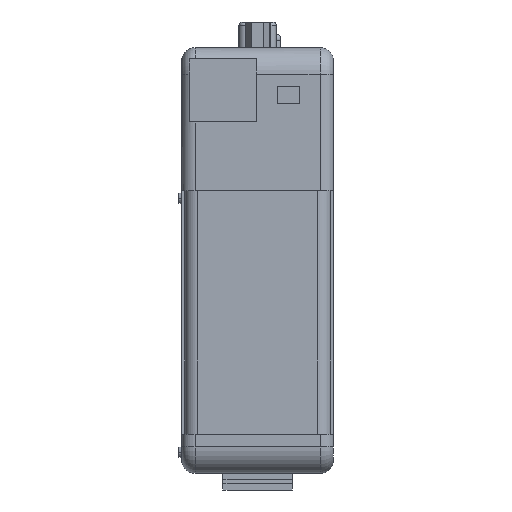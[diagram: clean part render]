
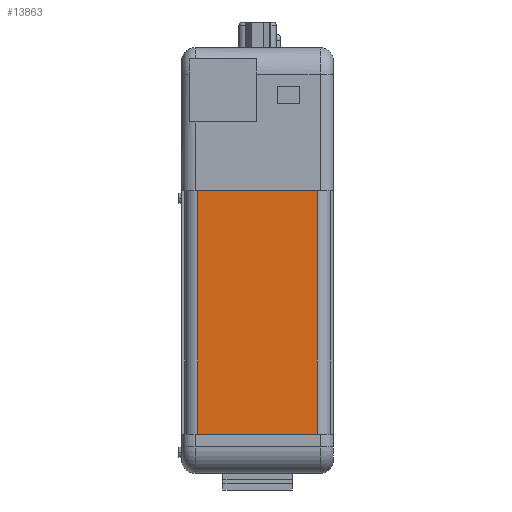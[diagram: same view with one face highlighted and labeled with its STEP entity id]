
A CAD part, front view. The second image highlights one B-rep face of the part: STEP entity #13863.
In plain terms, the highlighted planar face has unit normal (0, -1, 0).
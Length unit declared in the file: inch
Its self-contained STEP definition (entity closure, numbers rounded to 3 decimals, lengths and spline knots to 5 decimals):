
#476 = DIRECTION ( 'NONE',  ( 0., 0., -1. ) ) ;
#614 = CARTESIAN_POINT ( 'NONE',  ( 0.5625, -2.9225, -1.63 ) ) ;
#826 = CARTESIAN_POINT ( 'NONE',  ( 0.5625, -2.9225, -1.63 ) ) ;
#1500 = LINE ( 'NONE', #2816, #13281 ) ;
#1589 = EDGE_LOOP ( 'NONE', ( #11716, #6183, #14631, #3788 ) ) ;
#2094 = EDGE_CURVE ( 'NONE', #7085, #8223, #10922, .T. ) ;
#2816 = CARTESIAN_POINT ( 'NONE',  ( -0.5625, -2.9225, 0.655 ) ) ;
#3509 = DIRECTION ( 'NONE',  ( 0., 0., -1. ) ) ;
#3788 = ORIENTED_EDGE ( 'NONE', *, *, #15107, .T. ) ;
#3799 = CARTESIAN_POINT ( 'NONE',  ( 0.5625, -2.9225, 0.655 ) ) ;
#4054 = VERTEX_POINT ( 'NONE', #11860 ) ;
#4461 = DIRECTION ( 'NONE',  ( 0., -1., 0. ) ) ;
#4757 = VECTOR ( 'NONE', #3509, 39.37008 ) ;
#5436 = DIRECTION ( 'NONE',  ( -1., 0., 0. ) ) ;
#5539 = VECTOR ( 'NONE', #12055, 39.37008 ) ;
#6183 = ORIENTED_EDGE ( 'NONE', *, *, #8806, .F. ) ;
#7012 = FACE_OUTER_BOUND ( 'NONE', #1589, .T. ) ;
#7085 = VERTEX_POINT ( 'NONE', #826 ) ;
#7776 = VECTOR ( 'NONE', #5436, 39.37008 ) ;
#7822 = VERTEX_POINT ( 'NONE', #13632 ) ;
#8223 = VERTEX_POINT ( 'NONE', #8493 ) ;
#8356 = LINE ( 'NONE', #3799, #5539 ) ;
#8493 = CARTESIAN_POINT ( 'NONE',  ( -0.5625, -2.9225, -1.63 ) ) ;
#8806 = EDGE_CURVE ( 'NONE', #7822, #7085, #11401, .T. ) ;
#9139 = PLANE ( 'NONE',  #9655 ) ;
#9655 = AXIS2_PLACEMENT_3D ( 'NONE', #11554, #4461, #12705 ) ;
#10922 = LINE ( 'NONE', #614, #7776 ) ;
#11401 = LINE ( 'NONE', #12931, #4757 ) ;
#11508 = EDGE_CURVE ( 'NONE', #7822, #4054, #8356, .T. ) ;
#11554 = CARTESIAN_POINT ( 'NONE',  ( 0.5625, -2.9225, 0.655 ) ) ;
#11716 = ORIENTED_EDGE ( 'NONE', *, *, #2094, .F. ) ;
#11860 = CARTESIAN_POINT ( 'NONE',  ( -0.5625, -2.9225, 0.655 ) ) ;
#12055 = DIRECTION ( 'NONE',  ( -1., 0., 0. ) ) ;
#12705 = DIRECTION ( 'NONE',  ( 0., 0., -1. ) ) ;
#12931 = CARTESIAN_POINT ( 'NONE',  ( 0.5625, -2.9225, 0.655 ) ) ;
#13281 = VECTOR ( 'NONE', #476, 39.37008 ) ;
#13632 = CARTESIAN_POINT ( 'NONE',  ( 0.5625, -2.9225, 0.655 ) ) ;
#13863 = ADVANCED_FACE ( 'NONE', ( #7012 ), #9139, .T. ) ;
#14631 = ORIENTED_EDGE ( 'NONE', *, *, #11508, .T. ) ;
#15107 = EDGE_CURVE ( 'NONE', #4054, #8223, #1500, .T. ) ;
